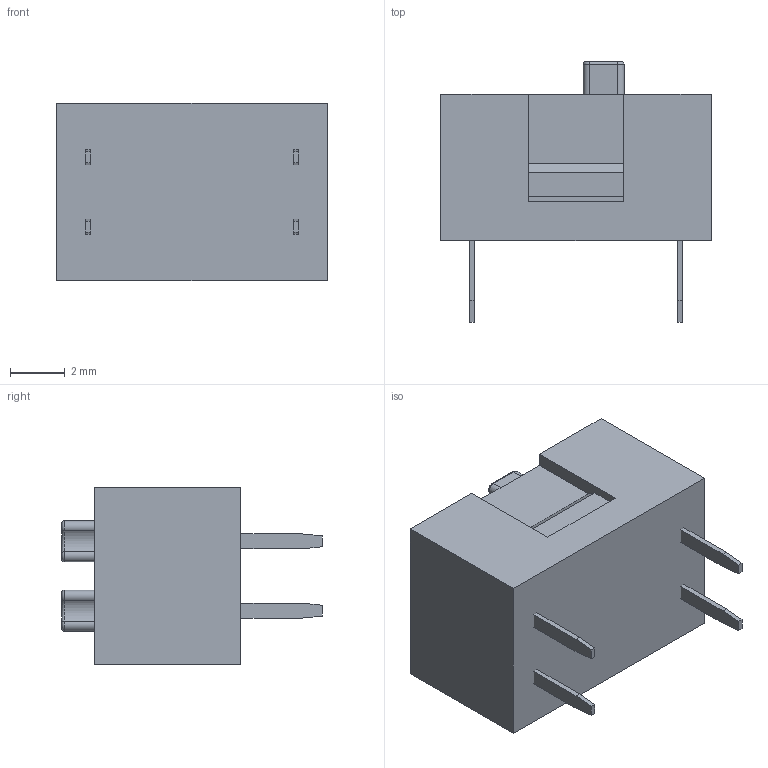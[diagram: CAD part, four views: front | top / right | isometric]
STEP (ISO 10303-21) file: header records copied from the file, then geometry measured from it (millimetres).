
FILE_DESCRIPTION (( 'STEP AP214' ), '1' );
FILE_NAME ('CUI_DEVICES_DS01-254-S-02BE.step', '2020-10-24T23:15:25', ( '' ), ( '' ), 'SwSTEP 2.0', 'SolidWorks 2020', '' );
FILE_SCHEMA (( 'AUTOMOTIVE_DESIGN' ));
Length unit declared in the file: inch
Products named in the file (1): CUI_DEVICES_DS01-254-S-02BE
Bounding box: 9.9 x 9.55 x 6.5 mm (x, y, z)
Volume: 339.4 mm3; surface area: 362.1 mm2
Topology: 5 solids, 5 shells, 100 faces, 236 edges, 148 vertices
Faces by surface type: plane 72, cylinder 16, torus 12
Entity records: 3800 total; most frequent: DIRECTION 494, CARTESIAN_POINT 485, ORIENTED_EDGE 472, EDGE_CURVE 236, VECTOR 180, LINE 180, AXIS2_PLACEMENT_3D 157, VERTEX_POINT 148
